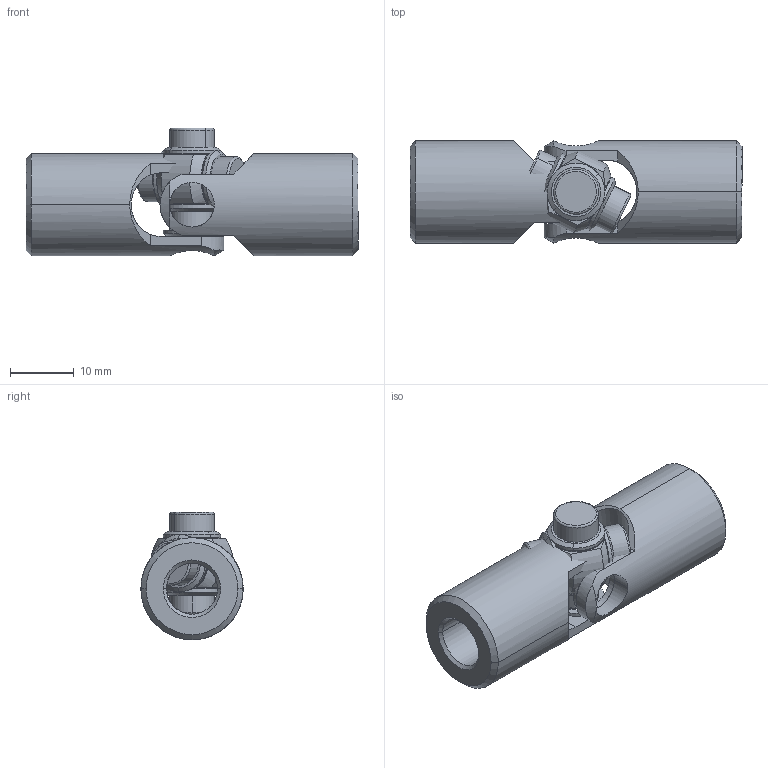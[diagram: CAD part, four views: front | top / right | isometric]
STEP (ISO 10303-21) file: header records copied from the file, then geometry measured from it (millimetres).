
FILE_DESCRIPTION(/* description */ ('Alibre Inc.'),/* implementation_level */ '2;1');
FILE_NAME(/* name */ 'export0',/* time_stamp */ '2013-01-16T16:31:09+01:00',/* author */ (''),/* organization */ (''),/* preprocessor_version */ 'ST-DEVELOPER v14',/* originating_system */ 'Alibre',/* authorisation */ '');
FILE_SCHEMA (('AUTOMOTIVE_DESIGN'));
Length unit declared in the file: millimetre
Bounding box: 52 x 16 x 19.98 mm (x, y, z)
Volume: 7126.3 mm3; surface area: 6174.2 mm2
Topology: 15 solids, 15 shells, 248 faces, 544 edges, 324 vertices
Faces by surface type: cylinder 108, plane 74, cone 40, torus 26
Entity records: 5751 total; most frequent: CARTESIAN_POINT 1357, DIRECTION 926, ORIENTED_EDGE 848, AXIS2_PLACEMENT_3D 425, EDGE_CURVE 424, VERTEX_POINT 248, EDGE_LOOP 220, FACE_BOUND 220
